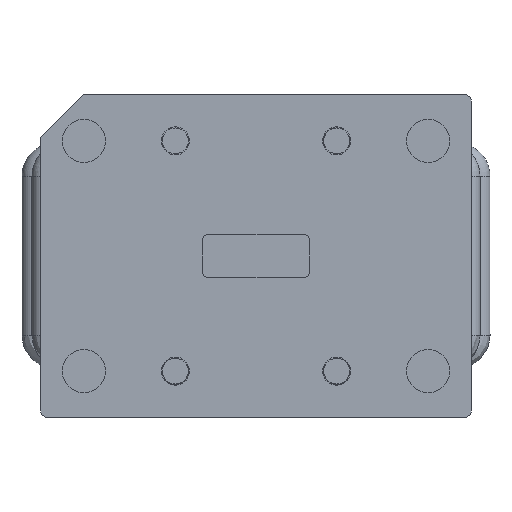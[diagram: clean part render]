
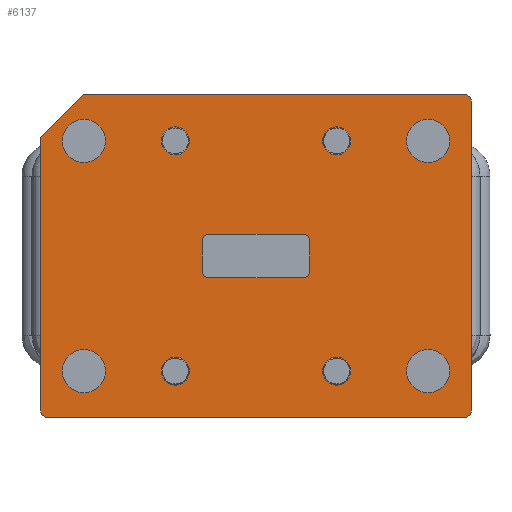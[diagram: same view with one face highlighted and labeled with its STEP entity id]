
A CAD part, front view. The second image highlights one B-rep face of the part: STEP entity #6137.
In plain terms, the highlighted planar face has unit normal (0, -1, 0).
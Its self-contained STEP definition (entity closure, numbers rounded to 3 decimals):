
#303=PLANE('',#7719);
#467=CIRCLE('',#7586,0.3);
#469=CIRCLE('',#7590,0.3);
#471=CIRCLE('',#7594,0.3);
#474=CIRCLE('',#7600,0.3);
#498=CIRCLE('',#7686,0.3);
#500=CIRCLE('',#7690,0.3);
#502=CIRCLE('',#7696,0.3);
#508=CIRCLE('',#7705,1.);
#510=CIRCLE('',#7708,1.);
#512=CIRCLE('',#7711,1.);
#514=CIRCLE('',#7718,1.);
#515=CIRCLE('',#7720,0.65);
#516=CIRCLE('',#7721,0.65);
#517=CIRCLE('',#7722,0.65);
#518=CIRCLE('',#7723,0.65);
#1168=ORIENTED_EDGE('',*,*,#2407,.T.);
#1169=ORIENTED_EDGE('',*,*,#2403,.F.);
#1170=ORIENTED_EDGE('',*,*,#2399,.T.);
#1171=ORIENTED_EDGE('',*,*,#2396,.F.);
#1172=ORIENTED_EDGE('',*,*,#2393,.T.);
#1173=ORIENTED_EDGE('',*,*,#2390,.F.);
#1174=ORIENTED_EDGE('',*,*,#2387,.T.);
#1175=ORIENTED_EDGE('',*,*,#2409,.F.);
#1176=ORIENTED_EDGE('',*,*,#2609,.F.);
#1177=ORIENTED_EDGE('',*,*,#2611,.F.);
#1178=ORIENTED_EDGE('',*,*,#2613,.F.);
#1179=ORIENTED_EDGE('',*,*,#2615,.F.);
#1180=ORIENTED_EDGE('',*,*,#2600,.F.);
#1181=ORIENTED_EDGE('',*,*,#2597,.T.);
#1182=ORIENTED_EDGE('',*,*,#2592,.F.);
#1183=ORIENTED_EDGE('',*,*,#2591,.T.);
#1184=ORIENTED_EDGE('',*,*,#2585,.F.);
#1185=ORIENTED_EDGE('',*,*,#2584,.T.);
#1186=ORIENTED_EDGE('',*,*,#2578,.F.);
#1187=ORIENTED_EDGE('',*,*,#2603,.T.);
#1188=ORIENTED_EDGE('',*,*,#2616,.T.);
#1189=ORIENTED_EDGE('',*,*,#2617,.F.);
#1190=ORIENTED_EDGE('',*,*,#2618,.T.);
#1191=ORIENTED_EDGE('',*,*,#2619,.F.);
#2387=EDGE_CURVE('',#3215,#3213,#467,.T.);
#2390=EDGE_CURVE('',#3215,#3217,#3805,.T.);
#2393=EDGE_CURVE('',#3219,#3217,#469,.T.);
#2396=EDGE_CURVE('',#3219,#3221,#3809,.T.);
#2399=EDGE_CURVE('',#3223,#3221,#471,.T.);
#2403=EDGE_CURVE('',#3223,#3226,#3814,.T.);
#2407=EDGE_CURVE('',#3228,#3226,#474,.T.);
#2409=EDGE_CURVE('',#3228,#3213,#3818,.T.);
#2578=EDGE_CURVE('',#3341,#3342,#3965,.T.);
#2584=EDGE_CURVE('',#3346,#3342,#498,.T.);
#2585=EDGE_CURVE('',#3346,#3347,#3970,.T.);
#2591=EDGE_CURVE('',#3350,#3347,#500,.T.);
#2592=EDGE_CURVE('',#3350,#3351,#3975,.T.);
#2597=EDGE_CURVE('',#3354,#3351,#3980,.T.);
#2600=EDGE_CURVE('',#3354,#3356,#3983,.T.);
#2603=EDGE_CURVE('',#3341,#3356,#502,.T.);
#2609=EDGE_CURVE('',#3362,#3362,#508,.T.);
#2611=EDGE_CURVE('',#3364,#3364,#510,.T.);
#2613=EDGE_CURVE('',#3366,#3366,#512,.T.);
#2615=EDGE_CURVE('',#3368,#3368,#514,.T.);
#2616=EDGE_CURVE('',#3369,#3369,#515,.T.);
#2617=EDGE_CURVE('',#3370,#3370,#516,.T.);
#2618=EDGE_CURVE('',#3371,#3371,#517,.T.);
#2619=EDGE_CURVE('',#3372,#3372,#518,.T.);
#3213=VERTEX_POINT('',#10057);
#3215=VERTEX_POINT('',#10060);
#3217=VERTEX_POINT('',#10066);
#3219=VERTEX_POINT('',#10072);
#3221=VERTEX_POINT('',#10078);
#3223=VERTEX_POINT('',#10084);
#3226=VERTEX_POINT('',#10092);
#3228=VERTEX_POINT('',#10100);
#3341=VERTEX_POINT('',#10445);
#3342=VERTEX_POINT('',#10446);
#3346=VERTEX_POINT('',#10455);
#3347=VERTEX_POINT('',#10460);
#3350=VERTEX_POINT('',#10468);
#3351=VERTEX_POINT('',#10473);
#3354=VERTEX_POINT('',#10480);
#3356=VERTEX_POINT('',#10488);
#3362=VERTEX_POINT('',#10507);
#3364=VERTEX_POINT('',#10512);
#3366=VERTEX_POINT('',#10517);
#3368=VERTEX_POINT('',#10526);
#3369=VERTEX_POINT('',#10529);
#3370=VERTEX_POINT('',#10531);
#3371=VERTEX_POINT('',#10533);
#3372=VERTEX_POINT('',#10535);
#3805=LINE('',#10065,#4274);
#3809=LINE('',#10077,#4278);
#3814=LINE('',#10091,#4283);
#3818=LINE('',#10103,#4287);
#3965=LINE('',#10444,#4434);
#3970=LINE('',#10459,#4439);
#3975=LINE('',#10472,#4444);
#3980=LINE('',#10482,#4449);
#3983=LINE('',#10487,#4452);
#4274=VECTOR('',#8263,1000.);
#4278=VECTOR('',#8275,1000.);
#4283=VECTOR('',#8288,1000.);
#4287=VECTOR('',#8302,1000.);
#4434=VECTOR('',#8613,1000.);
#4439=VECTOR('',#8626,1000.);
#4444=VECTOR('',#8639,1000.);
#4449=VECTOR('',#8646,1000.);
#4452=VECTOR('',#8651,1000.);
#4837=EDGE_LOOP('',(#1168,#1169,#1170,#1171,#1172,#1173,#1174,#1175));
#4838=EDGE_LOOP('',(#1176));
#4839=EDGE_LOOP('',(#1177));
#4840=EDGE_LOOP('',(#1178));
#4841=EDGE_LOOP('',(#1179));
#4842=EDGE_LOOP('',(#1180,#1181,#1182,#1183,#1184,#1185,#1186,#1187));
#4843=EDGE_LOOP('',(#1188));
#4844=EDGE_LOOP('',(#1189));
#4845=EDGE_LOOP('',(#1190));
#4846=EDGE_LOOP('',(#1191));
#5432=FACE_BOUND('',#4837,.T.);
#5433=FACE_BOUND('',#4838,.T.);
#5434=FACE_BOUND('',#4839,.T.);
#5435=FACE_BOUND('',#4840,.T.);
#5436=FACE_BOUND('',#4841,.T.);
#5437=FACE_BOUND('',#4842,.T.);
#5438=FACE_BOUND('',#4843,.T.);
#5439=FACE_BOUND('',#4844,.T.);
#5440=FACE_BOUND('',#4845,.T.);
#5441=FACE_BOUND('',#4846,.T.);
#6137=ADVANCED_FACE('',(#5432,#5433,#5434,#5435,#5436,#5437,#5438,#5439,
#5440,#5441),#303,.F.);
#7586=AXIS2_PLACEMENT_3D('',#10059,#8256,#8257);
#7590=AXIS2_PLACEMENT_3D('',#10071,#8268,#8269);
#7594=AXIS2_PLACEMENT_3D('',#10083,#8280,#8281);
#7600=AXIS2_PLACEMENT_3D('',#10099,#8297,#8298);
#7686=AXIS2_PLACEMENT_3D('',#10457,#8622,#8623);
#7690=AXIS2_PLACEMENT_3D('',#10470,#8635,#8636);
#7696=AXIS2_PLACEMENT_3D('',#10492,#8657,#8658);
#7705=AXIS2_PLACEMENT_3D('',#10506,#8675,#8676);
#7708=AXIS2_PLACEMENT_3D('',#10511,#8681,#8682);
#7711=AXIS2_PLACEMENT_3D('',#10516,#8687,#8688);
#7718=AXIS2_PLACEMENT_3D('',#10525,#8701,#8702);
#7719=AXIS2_PLACEMENT_3D('',#10527,#8703,#8704);
#7720=AXIS2_PLACEMENT_3D('',#10528,#8705,#8706);
#7721=AXIS2_PLACEMENT_3D('',#10530,#8707,#8708);
#7722=AXIS2_PLACEMENT_3D('',#10532,#8709,#8710);
#7723=AXIS2_PLACEMENT_3D('',#10534,#8711,#8712);
#8256=DIRECTION('',(0.,1.,0.));
#8257=DIRECTION('',(-1.,0.,0.));
#8263=DIRECTION('',(0.,0.,-1.));
#8268=DIRECTION('',(0.,1.,0.));
#8269=DIRECTION('',(0.,0.,-1.));
#8275=DIRECTION('',(1.,0.,0.));
#8280=DIRECTION('',(0.,1.,0.));
#8281=DIRECTION('',(1.,0.,0.));
#8288=DIRECTION('',(0.,0.,1.));
#8297=DIRECTION('',(0.,1.,0.));
#8298=DIRECTION('',(0.,0.,1.));
#8302=DIRECTION('',(-1.,0.,0.));
#8613=DIRECTION('',(0.,0.,-1.));
#8622=DIRECTION('',(0.,-1.,0.));
#8623=DIRECTION('',(0.,0.,-1.));
#8626=DIRECTION('',(-1.,0.,0.));
#8635=DIRECTION('',(0.,-1.,0.));
#8636=DIRECTION('',(-1.,0.,0.));
#8639=DIRECTION('',(0.,0.,1.));
#8646=DIRECTION('',(-0.707,0.,-0.707));
#8651=DIRECTION('',(1.,0.,0.));
#8657=DIRECTION('',(0.,-1.,0.));
#8658=DIRECTION('',(1.,0.,0.));
#8675=DIRECTION('',(0.,-1.,0.));
#8676=DIRECTION('',(-1.,0.,0.));
#8681=DIRECTION('',(0.,-1.,0.));
#8682=DIRECTION('',(-1.,0.,0.));
#8687=DIRECTION('',(0.,-1.,0.));
#8688=DIRECTION('',(-1.,0.,0.));
#8701=DIRECTION('',(0.,-1.,0.));
#8702=DIRECTION('',(-1.,0.,0.));
#8703=DIRECTION('',(0.,1.,0.));
#8704=DIRECTION('',(1.,0.,0.));
#8705=DIRECTION('',(0.,1.,0.));
#8706=DIRECTION('',(1.,0.,0.));
#8707=DIRECTION('',(0.,-1.,0.));
#8708=DIRECTION('',(1.,0.,0.));
#8709=DIRECTION('',(0.,1.,0.));
#8710=DIRECTION('',(1.,0.,0.));
#8711=DIRECTION('',(0.,-1.,0.));
#8712=DIRECTION('',(1.,0.,0.));
#10057=CARTESIAN_POINT('',(-2.2,0.,1.));
#10059=CARTESIAN_POINT('',(-2.2,0.,0.7));
#10060=CARTESIAN_POINT('',(-2.5,0.,0.7));
#10065=CARTESIAN_POINT('',(-2.5,0.,0.7));
#10066=CARTESIAN_POINT('',(-2.5,0.,-0.7));
#10071=CARTESIAN_POINT('',(-2.2,0.,-0.7));
#10072=CARTESIAN_POINT('',(-2.2,0.,-1.));
#10077=CARTESIAN_POINT('',(-2.2,0.,-1.));
#10078=CARTESIAN_POINT('',(2.2,0.,-1.));
#10083=CARTESIAN_POINT('',(2.2,0.,-0.7));
#10084=CARTESIAN_POINT('',(2.5,0.,-0.7));
#10091=CARTESIAN_POINT('',(2.5,0.,-0.7));
#10092=CARTESIAN_POINT('',(2.5,0.,0.7));
#10099=CARTESIAN_POINT('',(2.2,0.,0.7));
#10100=CARTESIAN_POINT('',(2.2,0.,1.));
#10103=CARTESIAN_POINT('',(2.2,0.,1.));
#10444=CARTESIAN_POINT('',(10.,0.,7.2));
#10445=CARTESIAN_POINT('',(10.,0.,7.2));
#10446=CARTESIAN_POINT('',(10.,0.,-7.2));
#10455=CARTESIAN_POINT('',(9.7,0.,-7.5));
#10457=CARTESIAN_POINT('',(9.7,0.,-7.2));
#10459=CARTESIAN_POINT('',(9.7,0.,-7.5));
#10460=CARTESIAN_POINT('',(-9.7,0.,-7.5));
#10468=CARTESIAN_POINT('',(-10.,0.,-7.2));
#10470=CARTESIAN_POINT('',(-9.7,0.,-7.2));
#10472=CARTESIAN_POINT('',(-10.,0.,-7.2));
#10473=CARTESIAN_POINT('',(-10.,0.,5.5));
#10480=CARTESIAN_POINT('',(-8.,0.,7.5));
#10482=CARTESIAN_POINT('',(-8.,0.,7.5));
#10487=CARTESIAN_POINT('',(-8.,0.,7.5));
#10488=CARTESIAN_POINT('',(9.7,0.,7.5));
#10492=CARTESIAN_POINT('',(9.7,0.,7.2));
#10506=CARTESIAN_POINT('',(8.,0.,-5.35));
#10507=CARTESIAN_POINT('',(7.,0.,-5.35));
#10511=CARTESIAN_POINT('',(8.,0.,5.35));
#10512=CARTESIAN_POINT('',(7.,0.,5.35));
#10516=CARTESIAN_POINT('',(-8.,0.,-5.35));
#10517=CARTESIAN_POINT('',(-9.,0.,-5.35));
#10525=CARTESIAN_POINT('',(-8.,0.,5.35));
#10526=CARTESIAN_POINT('',(-9.,0.,5.35));
#10527=CARTESIAN_POINT('',(0.,0.,0.));
#10528=CARTESIAN_POINT('',(-3.75,0.,5.35));
#10529=CARTESIAN_POINT('',(-3.1,0.,5.35));
#10530=CARTESIAN_POINT('',(3.75,0.,5.35));
#10531=CARTESIAN_POINT('',(4.4,0.,5.35));
#10532=CARTESIAN_POINT('',(3.75,0.,-5.35));
#10533=CARTESIAN_POINT('',(4.4,0.,-5.35));
#10534=CARTESIAN_POINT('',(-3.75,0.,-5.35));
#10535=CARTESIAN_POINT('',(-3.1,0.,-5.35));
